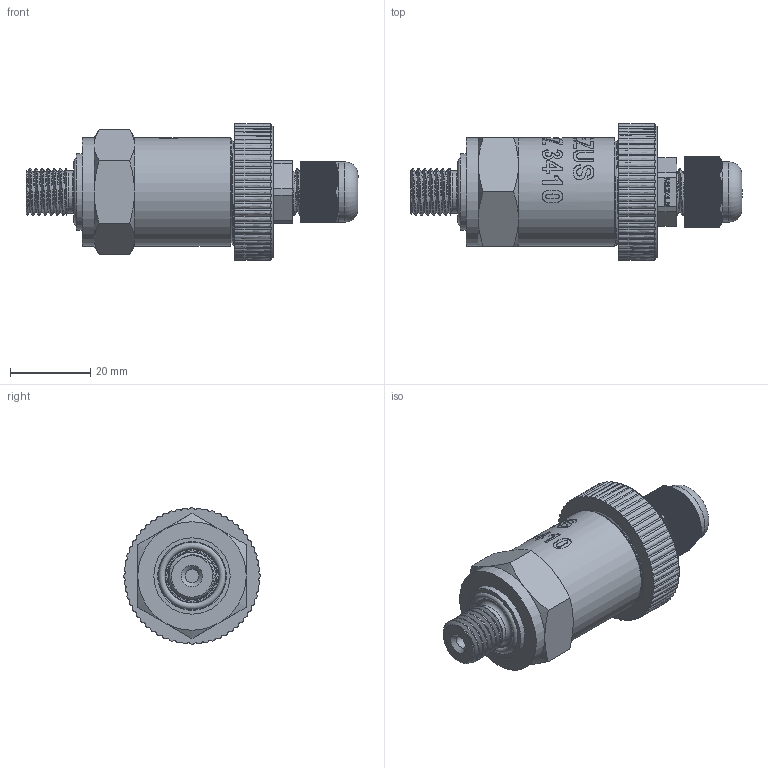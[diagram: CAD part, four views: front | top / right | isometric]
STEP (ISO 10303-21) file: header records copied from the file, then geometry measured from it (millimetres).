
FILE_DESCRIPTION(/* description */ (''),/* implementation_level */ '2;1');
FILE_NAME(/* name */ 'APZ3410_10_CableGland.step',/* time_stamp */ '2021-06-17T12:39:58+03:00',/* author */ (''),/* organization */ (''),/* preprocessor_version */ 'ST-DEVELOPER v18.1',/* originating_system */ 'Autodesk Translation Framework v10.9.0.1377',/* authorisation */ '');
FILE_SCHEMA (('AUTOMOTIVE_DESIGN { 1 0 10303 214 3 1 1 }'));
Products named in the file (8): APZ3410_x_y; OMAL nut M27x1.5 v8; Ш100.000.001 v4; M12x1.5 Cable gland v4; Cable gland; Rubber gasket; M12 Domed nut; M12x1,5 DIN
Assembly tree (7 placements, depth 3):
  APZ3410_x_y
    OMAL nut M27x1.5 v8
    Ш100.000.001 v4
    M12x1.5 Cable gland v4
      Cable gland
      Rubber gasket
      M12 Domed nut
    M12x1,5 DIN
Bounding box: 82.65 x 34 x 34 mm (x, y, z)
Volume: 35489.5 mm3; surface area: 16339 mm2
Topology: 7 solids, 7 shells, 2679 faces, 7857 edges, 5238 vertices
Faces by surface type: plane 1481, cylinder 780, bspline 383, cone 26, torus 8, sphere 1
Full cylindrical faces by diameter (mm): 1 x6, 3.3 x1, 7.5 x1, 8 x1, 9.976 x5, 10 x6, 10.137 x6, 10.376 x4, 10.5 x1, 10.526 x3, 11.6 x4, 11.85 x6, 12 x5, 12.203 x3, 12.6 x1, 13.5 x1, 15 x1, 16.7 x1, 17 x1, 19 x1, 21.4 x2, 22.3 x1, 24.5 x1, 25.132 x4, 25.526 x4, 26.85 x3, 27 x2, 27.208 x5
Entity records: 113199 total; most frequent: CARTESIAN_POINT 45063, ORIENTED_EDGE 15714, DIRECTION 12310, EDGE_CURVE 7857, VERTEX_POINT 5238, LINE 4266, VECTOR 4266, AXIS2_PLACEMENT_3D 4022
